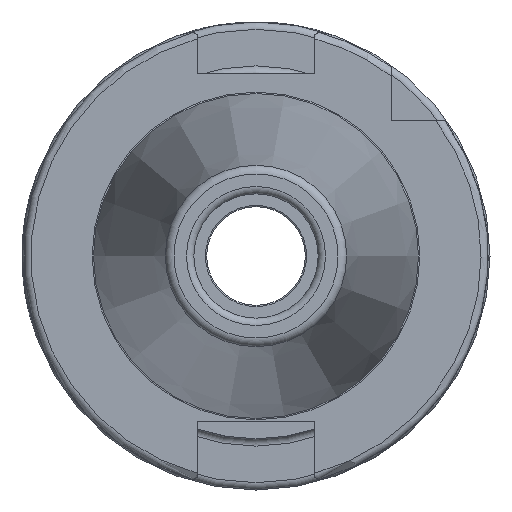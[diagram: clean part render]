
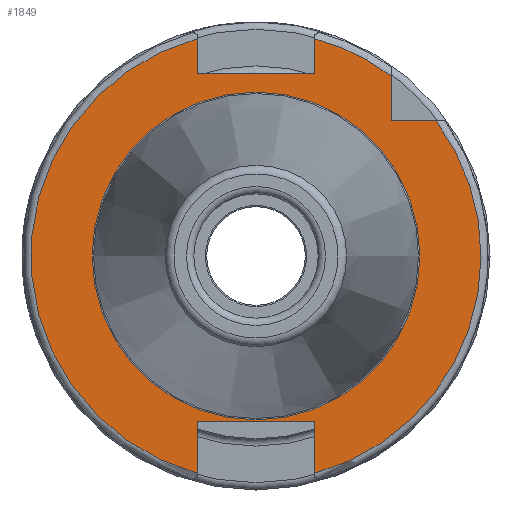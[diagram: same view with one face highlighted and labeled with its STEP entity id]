
A CAD part, left-side view. The second image highlights one B-rep face of the part: STEP entity #1849.
In plain terms, the highlighted planar face has unit normal (-1, 0, 0).
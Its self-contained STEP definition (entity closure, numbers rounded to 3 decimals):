
#60=FACE_BOUND('',#370,.T.);
#91=PLANE('',#2088);
#252=FACE_OUTER_BOUND('',#369,.T.);
#369=EDGE_LOOP('',(#1560,#1561,#1562,#1563,#1564,#1565,#1566,#1567,#1568,
#1569,#1570));
#370=EDGE_LOOP('',(#1571));
#442=LINE('',#3142,#559);
#449=LINE('',#3185,#566);
#474=LINE('',#3433,#591);
#487=LINE('',#3522,#604);
#491=LINE('',#3543,#608);
#493=LINE('',#3546,#610);
#494=LINE('',#3549,#611);
#495=LINE('',#3550,#612);
#559=VECTOR('',#2338,10.);
#566=VECTOR('',#2347,10.);
#591=VECTOR('',#2450,10.);
#604=VECTOR('',#2489,10.);
#608=VECTOR('',#2511,10.);
#610=VECTOR('',#2515,10.);
#611=VECTOR('',#2518,10.);
#612=VECTOR('',#2519,10.);
#692=CIRCLE('',#2027,30.775);
#709=CIRCLE('',#2062,30.775);
#713=CIRCLE('',#2071,30.775);
#718=CIRCLE('',#2089,22.4);
#814=VERTEX_POINT('',#3140);
#815=VERTEX_POINT('',#3141);
#824=VERTEX_POINT('',#3184);
#833=VERTEX_POINT('',#3226);
#863=VERTEX_POINT('',#3382);
#864=VERTEX_POINT('',#3389);
#873=VERTEX_POINT('',#3431);
#880=VERTEX_POINT('',#3481);
#888=VERTEX_POINT('',#3521);
#893=VERTEX_POINT('',#3542);
#894=VERTEX_POINT('',#3548);
#895=VERTEX_POINT('',#3551);
#1016=EDGE_CURVE('',#814,#815,#442,.T.);
#1027=EDGE_CURVE('',#824,#814,#449,.T.);
#1037=EDGE_CURVE('',#824,#833,#692,.T.);
#1085=EDGE_CURVE('',#863,#864,#709,.T.);
#1097=EDGE_CURVE('',#863,#873,#474,.T.);
#1108=EDGE_CURVE('',#880,#815,#713,.T.);
#1122=EDGE_CURVE('',#888,#864,#487,.T.);
#1131=EDGE_CURVE('',#893,#833,#491,.T.);
#1133=EDGE_CURVE('',#873,#893,#493,.T.);
#1134=EDGE_CURVE('',#880,#894,#494,.T.);
#1135=EDGE_CURVE('',#894,#888,#495,.T.);
#1136=EDGE_CURVE('',#895,#895,#718,.T.);
#1560=ORIENTED_EDGE('',*,*,#1016,.T.);
#1561=ORIENTED_EDGE('',*,*,#1108,.F.);
#1562=ORIENTED_EDGE('',*,*,#1134,.T.);
#1563=ORIENTED_EDGE('',*,*,#1135,.T.);
#1564=ORIENTED_EDGE('',*,*,#1122,.T.);
#1565=ORIENTED_EDGE('',*,*,#1085,.F.);
#1566=ORIENTED_EDGE('',*,*,#1097,.T.);
#1567=ORIENTED_EDGE('',*,*,#1133,.T.);
#1568=ORIENTED_EDGE('',*,*,#1131,.T.);
#1569=ORIENTED_EDGE('',*,*,#1037,.F.);
#1570=ORIENTED_EDGE('',*,*,#1027,.T.);
#1571=ORIENTED_EDGE('',*,*,#1136,.T.);
#1849=ADVANCED_FACE('',(#252,#60),#91,.T.);
#2027=AXIS2_PLACEMENT_3D('',#3227,#2355,#2356);
#2062=AXIS2_PLACEMENT_3D('',#3390,#2439,#2440);
#2071=AXIS2_PLACEMENT_3D('',#3488,#2465,#2466);
#2088=AXIS2_PLACEMENT_3D('',#3547,#2516,#2517);
#2089=AXIS2_PLACEMENT_3D('',#3552,#2520,#2521);
#2338=DIRECTION('',(0.,0.,1.));
#2347=DIRECTION('',(0.,1.,0.));
#2355=DIRECTION('center_axis',(1.,0.,0.));
#2356=DIRECTION('ref_axis',(0.,0.,-1.));
#2439=DIRECTION('center_axis',(1.,0.,0.));
#2440=DIRECTION('ref_axis',(0.,0.,-1.));
#2450=DIRECTION('',(0.,0.,1.));
#2465=DIRECTION('center_axis',(1.,0.,0.));
#2466=DIRECTION('ref_axis',(0.,0.,-1.));
#2489=DIRECTION('',(0.,0.,1.));
#2511=DIRECTION('',(0.,0.,-1.));
#2515=DIRECTION('',(0.,-1.,0.));
#2516=DIRECTION('center_axis',(-1.,0.,0.));
#2517=DIRECTION('ref_axis',(0.,0.,1.));
#2518=DIRECTION('',(0.,0.,-1.));
#2519=DIRECTION('',(0.,1.,0.));
#2520=DIRECTION('center_axis',(1.,0.,0.));
#2521=DIRECTION('ref_axis',(0.,0.,-1.));
#3140=CARTESIAN_POINT('',(3.2,-18.5,18.5));
#3141=CARTESIAN_POINT('',(3.2,-18.5,24.594));
#3142=CARTESIAN_POINT('',(3.2,-18.5,14.25));
#3184=CARTESIAN_POINT('',(3.2,-24.594,18.5));
#3185=CARTESIAN_POINT('',(3.2,6.138,18.5));
#3226=CARTESIAN_POINT('',(3.2,-8.05,-29.704));
#3227=CARTESIAN_POINT('Origin',(3.2,0.,0.));
#3382=CARTESIAN_POINT('',(3.2,8.05,-29.704));
#3389=CARTESIAN_POINT('',(3.2,8.05,29.704));
#3390=CARTESIAN_POINT('Origin',(3.2,0.,0.));
#3431=CARTESIAN_POINT('',(3.2,8.05,-22.7));
#3433=CARTESIAN_POINT('',(3.2,8.05,-11.35));
#3481=CARTESIAN_POINT('',(3.2,-8.05,29.704));
#3488=CARTESIAN_POINT('Origin',(3.2,0.,0.));
#3521=CARTESIAN_POINT('',(3.2,8.05,25.));
#3522=CARTESIAN_POINT('',(3.2,8.05,12.5));
#3542=CARTESIAN_POINT('',(3.2,-8.05,-22.7));
#3543=CARTESIAN_POINT('',(3.2,-8.05,-11.35));
#3546=CARTESIAN_POINT('',(3.2,15.388,-22.7));
#3547=CARTESIAN_POINT('Origin',(3.2,30.775,0.));
#3548=CARTESIAN_POINT('',(3.2,-8.05,25.));
#3549=CARTESIAN_POINT('',(3.2,-8.05,12.5));
#3550=CARTESIAN_POINT('',(3.2,15.388,25.));
#3551=CARTESIAN_POINT('',(3.2,0.,22.4));
#3552=CARTESIAN_POINT('Origin',(3.2,0.,0.));
